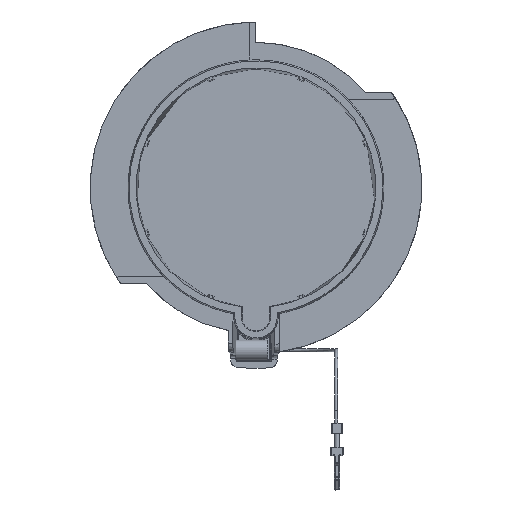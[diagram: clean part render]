
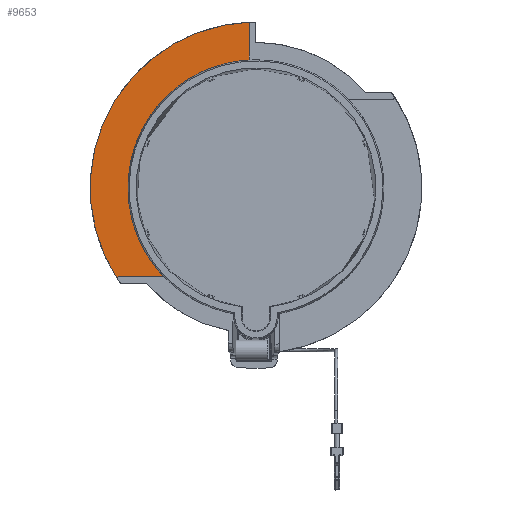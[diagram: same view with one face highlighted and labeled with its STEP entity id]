
A CAD part, top view. The second image highlights one B-rep face of the part: STEP entity #9653.
In plain terms, the highlighted planar face has unit normal (0, 0, 1).
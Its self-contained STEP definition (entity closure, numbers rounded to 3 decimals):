
#56 = ORIENTED_EDGE ( 'NONE', *, *, #7510, .T. ) ;
#113 = DIRECTION ( 'NONE',  ( 0., 0., 1. ) ) ;
#531 = CARTESIAN_POINT ( 'NONE',  ( -1.7, 40.332, -4.2 ) ) ;
#722 = DIRECTION ( 'NONE',  ( -1., 0., 0. ) ) ;
#992 = CIRCLE ( 'NONE', #8496, 31.526 ) ;
#1457 = B_SPLINE_CURVE_WITH_KNOTS ( 'NONE', 3,
 ( #16365, #9510, #10816, #16278, #10726, #14725, #16024, #1783, #2829, #7075 ),
 .UNSPECIFIED., .F., .F.,
 ( 4, 2, 2, 2, 4 ),
 ( 0., 0.25, 0.5, 0.75, 1. ),
 .UNSPECIFIED. ) ;
#1783 = CARTESIAN_POINT ( 'NONE',  ( -34.123, -22.413, -4.2 ) ) ;
#2271 = VERTEX_POINT ( 'NONE', #8069 ) ;
#2829 = CARTESIAN_POINT ( 'NONE',  ( -34.094, -22.501, -4.2 ) ) ;
#2976 = AXIS2_PLACEMENT_3D ( 'NONE', #8293, #113, #9508 ) ;
#3150 = CARTESIAN_POINT ( 'NONE',  ( -1.343, 40.828, -4.2 ) ) ;
#3192 = LINE ( 'NONE', #13783, #13185 ) ;
#3585 = CARTESIAN_POINT ( 'NONE',  ( 0., 0., -4.2 ) ) ;
#4038 = CARTESIAN_POINT ( 'NONE',  ( -1.215, 40.832, -4.2 ) ) ;
#4197 = VERTEX_POINT ( 'NONE', #13748 ) ;
#4561 = DIRECTION ( 'NONE',  ( 0., 0., 1. ) ) ;
#4650 = CARTESIAN_POINT ( 'NONE',  ( 0.004, -23.503, -4.2 ) ) ;
#4872 = CARTESIAN_POINT ( 'NONE',  ( -1.215, 40.832, -4.2 ) ) ;
#5351 = ORIENTED_EDGE ( 'NONE', *, *, #15162, .T. ) ;
#5636 = VERTEX_POINT ( 'NONE', #13566 ) ;
#5767 = CARTESIAN_POINT ( 'NONE',  ( -1.469, 40.773, -4.2 ) ) ;
#6541 = CARTESIAN_POINT ( 'NONE',  ( -1.7, -23.503, -4.2 ) ) ;
#6673 = DIRECTION ( 'NONE',  ( -1., 0., 0. ) ) ;
#7075 = CARTESIAN_POINT ( 'NONE',  ( -34.045, -22.576, -4.2 ) ) ;
#7143 = EDGE_CURVE ( 'NONE', #11222, #4197, #16012, .T. ) ;
#7330 = PLANE ( 'NONE',  #15576 ) ;
#7510 = EDGE_CURVE ( 'NONE', #2271, #8246, #14272, .T. ) ;
#7901 = VERTEX_POINT ( 'NONE', #13470 ) ;
#8069 = CARTESIAN_POINT ( 'NONE',  ( -1.7, 31.48, -4.2 ) ) ;
#8246 = VERTEX_POINT ( 'NONE', #12409 ) ;
#8293 = CARTESIAN_POINT ( 'NONE',  ( 0., 0., -4.2 ) ) ;
#8496 = AXIS2_PLACEMENT_3D ( 'NONE', #3585, #14172, #6673 ) ;
#9327 = CARTESIAN_POINT ( 'NONE',  ( -1.648, 40.588, -4.2 ) ) ;
#9401 = ORIENTED_EDGE ( 'NONE', *, *, #15343, .F. ) ;
#9508 = DIRECTION ( 'NONE',  ( 0., -1., 0. ) ) ;
#9510 = CARTESIAN_POINT ( 'NONE',  ( -33.718, -21.8, -4.2 ) ) ;
#9653 = ADVANCED_FACE ( 'NONE', ( #11408 ), #7330, .T. ) ;
#10683 = ORIENTED_EDGE ( 'NONE', *, *, #15854, .F. ) ;
#10726 = CARTESIAN_POINT ( 'NONE',  ( -34.026, -21.984, -4.2 ) ) ;
#10816 = CARTESIAN_POINT ( 'NONE',  ( -33.808, -21.825, -4.2 ) ) ;
#11220 = CARTESIAN_POINT ( 'NONE',  ( -1.7, 40.461, -4.2 ) ) ;
#11222 = VERTEX_POINT ( 'NONE', #4872 ) ;
#11408 = FACE_OUTER_BOUND ( 'NONE', #11807, .T. ) ;
#11687 = ORIENTED_EDGE ( 'NONE', *, *, #7143, .T. ) ;
#11807 = EDGE_LOOP ( 'NONE', ( #11687, #9401, #5351, #10683, #56, #15539 ) ) ;
#12409 = CARTESIAN_POINT ( 'NONE',  ( -1.7, 40.332, -4.2 ) ) ;
#12956 = VECTOR ( 'NONE', #14441, 1000. ) ;
#13185 = VECTOR ( 'NONE', #14742, 1000. ) ;
#13306 = B_SPLINE_CURVE_WITH_KNOTS ( 'NONE', 3,
 ( #4038, #3150, #5767, #9327, #11220, #531 ),
 .UNSPECIFIED., .F., .F.,
 ( 4, 2, 4 ),
 ( 0., 0.5, 1. ),
 .UNSPECIFIED. ) ;
#13470 = CARTESIAN_POINT ( 'NONE',  ( -22.774, -21.8, -4.2 ) ) ;
#13566 = CARTESIAN_POINT ( 'NONE',  ( -33.628, -21.8, -4.2 ) ) ;
#13748 = CARTESIAN_POINT ( 'NONE',  ( -34.045, -22.576, -4.2 ) ) ;
#13783 = CARTESIAN_POINT ( 'NONE',  ( 0.004, -21.8, -4.2 ) ) ;
#14172 = DIRECTION ( 'NONE',  ( 0., 0., 1. ) ) ;
#14272 = LINE ( 'NONE', #6541, #12956 ) ;
#14441 = DIRECTION ( 'NONE',  ( 0., 1., 0. ) ) ;
#14563 = EDGE_CURVE ( 'NONE', #11222, #8246, #13306, .T. ) ;
#14725 = CARTESIAN_POINT ( 'NONE',  ( -34.111, -22.143, -4.2 ) ) ;
#14742 = DIRECTION ( 'NONE',  ( 1., 0., 0. ) ) ;
#15162 = EDGE_CURVE ( 'NONE', #5636, #7901, #3192, .T. ) ;
#15343 = EDGE_CURVE ( 'NONE', #5636, #4197, #1457, .T. ) ;
#15539 = ORIENTED_EDGE ( 'NONE', *, *, #14563, .F. ) ;
#15576 = AXIS2_PLACEMENT_3D ( 'NONE', #4650, #4561, #722 ) ;
#15854 = EDGE_CURVE ( 'NONE', #2271, #7901, #992, .T. ) ;
#16012 = CIRCLE ( 'NONE', #2976, 40.85 ) ;
#16024 = CARTESIAN_POINT ( 'NONE',  ( -34.132, -22.234, -4.2 ) ) ;
#16278 = CARTESIAN_POINT ( 'NONE',  ( -33.962, -21.917, -4.2 ) ) ;
#16365 = CARTESIAN_POINT ( 'NONE',  ( -33.628, -21.8, -4.2 ) ) ;
